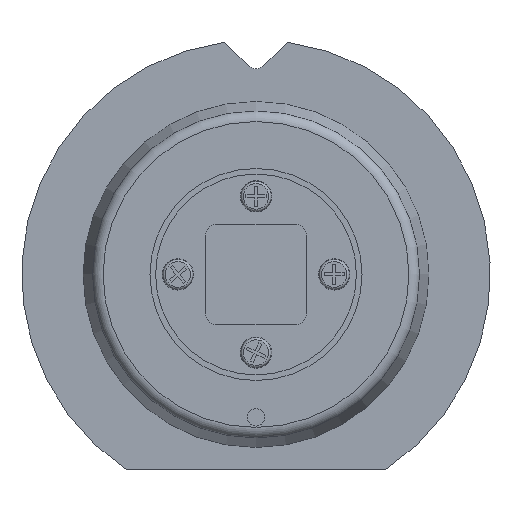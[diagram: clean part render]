
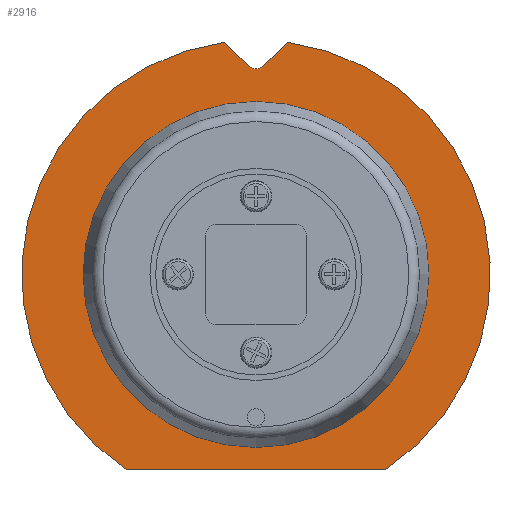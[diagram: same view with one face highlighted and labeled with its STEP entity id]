
A CAD part, front view. The second image highlights one B-rep face of the part: STEP entity #2916.
In plain terms, the highlighted planar face has unit normal (0, -1, 0).
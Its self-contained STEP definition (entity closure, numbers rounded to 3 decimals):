
#100=FACE_BOUND('',#477,.T.);
#193=PLANE('',#3237);
#310=FACE_OUTER_BOUND('',#476,.T.);
#476=EDGE_LOOP('',(#2242,#2243,#2244,#2245,#2246,#2247));
#477=EDGE_LOOP('',(#2248));
#666=LINE('',#4473,#940);
#679=LINE('',#4503,#953);
#681=LINE('',#4507,#955);
#940=VECTOR('',#3563,10.);
#953=VECTOR('',#3592,10.);
#955=VECTOR('',#3596,10.);
#1215=CIRCLE('',#3190,1.);
#1216=CIRCLE('',#3196,21.);
#1227=CIRCLE('',#3236,15.5);
#1228=CIRCLE('',#3238,21.);
#1357=VERTEX_POINT('',#4470);
#1358=VERTEX_POINT('',#4472);
#1363=VERTEX_POINT('',#4488);
#1364=VERTEX_POINT('',#4489);
#1367=VERTEX_POINT('',#4502);
#1368=VERTEX_POINT('',#4506);
#1412=VERTEX_POINT('',#4653);
#1635=EDGE_CURVE('',#1358,#1357,#666,.T.);
#1643=EDGE_CURVE('',#1363,#1364,#1215,.T.);
#1650=EDGE_CURVE('',#1364,#1367,#679,.T.);
#1652=EDGE_CURVE('',#1368,#1363,#681,.T.);
#1654=EDGE_CURVE('',#1358,#1367,#1216,.T.);
#1725=EDGE_CURVE('',#1412,#1412,#1227,.T.);
#1727=EDGE_CURVE('',#1368,#1357,#1228,.T.);
#2242=ORIENTED_EDGE('',*,*,#1635,.T.);
#2243=ORIENTED_EDGE('',*,*,#1727,.F.);
#2244=ORIENTED_EDGE('',*,*,#1652,.T.);
#2245=ORIENTED_EDGE('',*,*,#1643,.T.);
#2246=ORIENTED_EDGE('',*,*,#1650,.T.);
#2247=ORIENTED_EDGE('',*,*,#1654,.F.);
#2248=ORIENTED_EDGE('',*,*,#1725,.T.);
#2916=ADVANCED_FACE('',(#310,#100),#193,.T.);
#3190=AXIS2_PLACEMENT_3D('',#4490,#3578,#3579);
#3196=AXIS2_PLACEMENT_3D('',#4510,#3600,#3601);
#3236=AXIS2_PLACEMENT_3D('',#4654,#3740,#3741);
#3237=AXIS2_PLACEMENT_3D('',#4656,#3743,#3744);
#3238=AXIS2_PLACEMENT_3D('',#4657,#3745,#3746);
#3563=DIRECTION('',(1.,0.,0.));
#3578=DIRECTION('center_axis',(0.,1.,0.));
#3579=DIRECTION('ref_axis',(0.707,0.,-0.707));
#3592=DIRECTION('',(-0.707,0.,0.707));
#3596=DIRECTION('',(-0.707,0.,-0.707));
#3600=DIRECTION('center_axis',(0.,1.,0.));
#3601=DIRECTION('ref_axis',(1.,0.,0.));
#3740=DIRECTION('center_axis',(0.,1.,0.));
#3741=DIRECTION('ref_axis',(1.,0.,0.));
#3743=DIRECTION('center_axis',(0.,-1.,0.));
#3744=DIRECTION('ref_axis',(0.,0.,-1.));
#3745=DIRECTION('center_axis',(0.,1.,0.));
#3746=DIRECTION('ref_axis',(1.,0.,0.));
#4470=CARTESIAN_POINT('',(11.608,-5.,-17.5));
#4472=CARTESIAN_POINT('',(-11.608,-5.,-17.5));
#4473=CARTESIAN_POINT('',(-4.696,-5.,-17.5));
#4488=CARTESIAN_POINT('',(0.707,-5.,18.72));
#4489=CARTESIAN_POINT('',(-0.707,-5.,18.72));
#4490=CARTESIAN_POINT('Origin',(0.,-5.,19.427));
#4502=CARTESIAN_POINT('',(-2.8,-5.,20.812));
#4503=CARTESIAN_POINT('',(-2.147,-5.,20.159));
#4506=CARTESIAN_POINT('',(2.8,-5.,20.812));
#4507=CARTESIAN_POINT('',(-9.4,-5.,8.613));
#4510=CARTESIAN_POINT('Origin',(0.,-5.,0.));
#4653=CARTESIAN_POINT('',(15.5,-5.,0.));
#4654=CARTESIAN_POINT('Origin',(0.,-5.,0.));
#4656=CARTESIAN_POINT('Origin',(-21.,-5.,0.));
#4657=CARTESIAN_POINT('Origin',(0.,-5.,0.));
